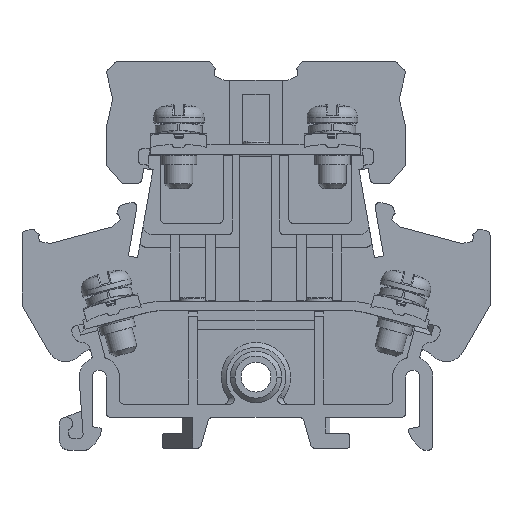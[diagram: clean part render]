
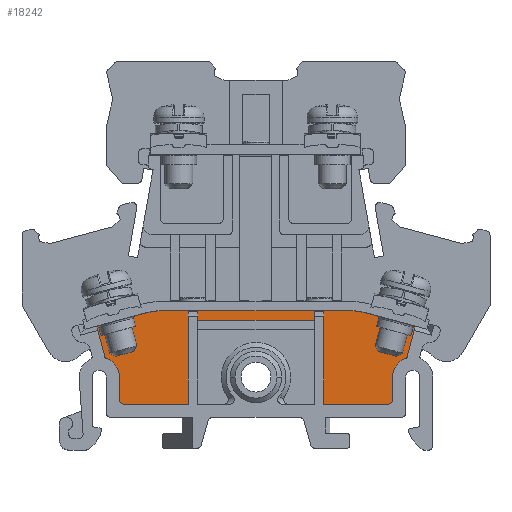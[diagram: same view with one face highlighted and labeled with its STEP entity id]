
A CAD part, top view. The second image highlights one B-rep face of the part: STEP entity #18242.
In plain terms, the highlighted planar face has unit normal (0, 0, 1).
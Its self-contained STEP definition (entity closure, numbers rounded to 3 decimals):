
#854=DIRECTION('',(0.966,-0.259,0.));
#855=VECTOR('',#854,5.419);
#856=CARTESIAN_POINT('',(36.794,14.661,-9.5));
#857=LINE('',#856,#855);
#858=DIRECTION('',(-0.259,-0.966,0.));
#859=VECTOR('',#858,3.417);
#860=CARTESIAN_POINT('',(42.028,13.259,-9.5));
#861=LINE('',#860,#859);
#862=CARTESIAN_POINT('',(40.951,10.01,-9.5));
#863=DIRECTION('',(0.,0.,-1.));
#864=DIRECTION('',(0.966,-0.259,0.));
#865=AXIS2_PLACEMENT_3D('',#862,#863,#864);
#867=CARTESIAN_POINT('',(41.75,7.8,-9.5));
#868=DIRECTION('',(0.,0.,1.));
#869=DIRECTION('',(-0.34,0.94,0.));
#870=AXIS2_PLACEMENT_3D('',#867,#868,#869);
#872=CARTESIAN_POINT('',(39.1,5.4,-9.5));
#873=DIRECTION('',(0.,0.,-1.));
#874=DIRECTION('',(1.,0.,0.));
#875=AXIS2_PLACEMENT_3D('',#872,#873,#874);
#877=CARTESIAN_POINT('',(10.9,5.4,-9.5));
#878=DIRECTION('',(0.,0.,-1.));
#879=DIRECTION('',(0.,-1.,0.));
#880=AXIS2_PLACEMENT_3D('',#877,#878,#879);
#882=CARTESIAN_POINT('',(8.25,7.8,-9.5));
#883=DIRECTION('',(0.,0.,1.));
#884=DIRECTION('',(1.,0.,0.));
#885=AXIS2_PLACEMENT_3D('',#882,#883,#884);
#887=CARTESIAN_POINT('',(9.049,10.01,-9.5));
#888=DIRECTION('',(0.,0.,-1.));
#889=DIRECTION('',(-0.34,-0.94,0.));
#890=AXIS2_PLACEMENT_3D('',#887,#888,#889);
#892=DIRECTION('',(-0.259,0.966,0.));
#893=VECTOR('',#892,3.417);
#894=CARTESIAN_POINT('',(8.856,9.958,-9.5));
#895=LINE('',#894,#893);
#896=DIRECTION('',(0.966,0.259,0.));
#897=VECTOR('',#896,5.419);
#898=CARTESIAN_POINT('',(7.972,13.259,-9.5));
#899=LINE('',#898,#897);
#900=CARTESIAN_POINT('',(15.017,7.9,-9.5));
#901=DIRECTION('',(0.,0.,1.));
#902=DIRECTION('',(0.,1.,0.));
#903=AXIS2_PLACEMENT_3D('',#900,#901,#902);
#905=DIRECTION('',(1.,0.,0.));
#906=VECTOR('',#905,19.965);
#907=CARTESIAN_POINT('',(15.017,14.9,-9.5));
#908=LINE('',#907,#906);
#909=CARTESIAN_POINT('',(34.983,7.9,-9.5));
#910=DIRECTION('',(0.,0.,1.));
#911=DIRECTION('',(0.259,0.966,0.));
#912=AXIS2_PLACEMENT_3D('',#909,#910,#911);
#13564=DIRECTION('',(0.,1.,0.));
#13565=VECTOR('',#13564,2.4);
#13566=CARTESIAN_POINT('',(39.6,5.4,-9.5));
#13567=LINE('',#13566,#13565);
#13588=DIRECTION('',(1.,0.,0.));
#13589=VECTOR('',#13588,6.85);
#13590=CARTESIAN_POINT('',(32.25,4.9,-9.5));
#13591=LINE('',#13590,#13589);
#13600=DIRECTION('',(0.,-1.,0.));
#13601=VECTOR('',#13600,9.9);
#13602=CARTESIAN_POINT('',(32.25,14.8,-9.5));
#13603=LINE('',#13602,#13601);
#13632=DIRECTION('',(0.,1.,0.));
#13633=VECTOR('',#13632,0.9);
#13634=CARTESIAN_POINT('',(31.25,13.9,-9.5));
#13635=LINE('',#13634,#13633);
#13774=DIRECTION('',(0.,-1.,0.));
#13775=VECTOR('',#13774,0.9);
#13776=CARTESIAN_POINT('',(18.75,14.8,-9.5));
#13777=LINE('',#13776,#13775);
#13798=DIRECTION('',(0.,1.,0.));
#13799=VECTOR('',#13798,9.9);
#13800=CARTESIAN_POINT('',(17.75,4.9,-9.5));
#13801=LINE('',#13800,#13799);
#13802=DIRECTION('',(1.,0.,0.));
#13803=VECTOR('',#13802,6.85);
#13804=CARTESIAN_POINT('',(10.9,4.9,-9.5));
#13805=LINE('',#13804,#13803);
#13822=DIRECTION('',(0.,-1.,0.));
#13823=VECTOR('',#13822,2.4);
#13824=CARTESIAN_POINT('',(10.4,7.8,-9.5));
#13825=LINE('',#13824,#13823);
#13846=DIRECTION('',(1.,0.,0.));
#13847=VECTOR('',#13846,1.);
#13848=CARTESIAN_POINT('',(17.75,14.8,-9.5));
#13849=LINE('',#13848,#13847);
#13850=DIRECTION('',(1.,0.,0.));
#13851=VECTOR('',#13850,12.5);
#13852=CARTESIAN_POINT('',(18.75,13.9,-9.5));
#13853=LINE('',#13852,#13851);
#13890=DIRECTION('',(1.,0.,0.));
#13891=VECTOR('',#13890,1.);
#13892=CARTESIAN_POINT('',(31.25,14.8,-9.5));
#13893=LINE('',#13892,#13891);
#14504=CARTESIAN_POINT('',(8.856,9.958,
-9.5));
#14505=VERTEX_POINT('',#14504);
#14626=CARTESIAN_POINT('',(41.144,9.958,
-9.5));
#14627=CARTESIAN_POINT('',(41.019,9.822,
-9.5));
#14628=VERTEX_POINT('',#14626);
#14629=VERTEX_POINT('',#14627);
#14630=CARTESIAN_POINT('',(39.6,7.8,-9.5));
#14631=VERTEX_POINT('',#14630);
#14632=CARTESIAN_POINT('',(39.6,5.4,-9.5));
#14633=VERTEX_POINT('',#14632);
#14634=CARTESIAN_POINT('',(39.1,4.9,-9.5));
#14635=VERTEX_POINT('',#14634);
#14636=CARTESIAN_POINT('',(32.25,4.9,-9.5));
#14637=VERTEX_POINT('',#14636);
#14638=CARTESIAN_POINT('',(32.25,14.8,-9.5));
#14639=VERTEX_POINT('',#14638);
#14640=CARTESIAN_POINT('',(31.25,14.8,-9.5));
#14641=VERTEX_POINT('',#14640);
#14642=CARTESIAN_POINT('',(31.25,13.9,-9.5));
#14643=VERTEX_POINT('',#14642);
#14644=CARTESIAN_POINT('',(18.75,13.9,-9.5));
#14645=VERTEX_POINT('',#14644);
#14646=CARTESIAN_POINT('',(18.75,14.8,-9.5));
#14647=VERTEX_POINT('',#14646);
#14648=CARTESIAN_POINT('',(17.75,14.8,-9.5));
#14649=VERTEX_POINT('',#14648);
#14650=CARTESIAN_POINT('',(17.75,4.9,-9.5));
#14651=VERTEX_POINT('',#14650);
#14652=CARTESIAN_POINT('',(10.9,4.9,-9.5));
#14653=VERTEX_POINT('',#14652);
#14654=CARTESIAN_POINT('',(10.4,5.4,-9.5));
#14655=VERTEX_POINT('',#14654);
#14656=CARTESIAN_POINT('',(10.4,7.8,-9.5));
#14657=VERTEX_POINT('',#14656);
#14658=CARTESIAN_POINT('',(8.981,9.822,
-9.5));
#14659=VERTEX_POINT('',#14658);
#17020=CARTESIAN_POINT('',(7.972,13.259,
-9.5));
#17021=VERTEX_POINT('',#17020);
#17028=CARTESIAN_POINT('',(36.794,14.661,
-9.5));
#17029=CARTESIAN_POINT('',(42.028,13.259,
-9.5));
#17030=VERTEX_POINT('',#17028);
#17031=VERTEX_POINT('',#17029);
#17032=CARTESIAN_POINT('',(34.983,14.9,-9.5));
#17033=VERTEX_POINT('',#17032);
#17034=CARTESIAN_POINT('',(15.017,14.9,-9.5));
#17035=VERTEX_POINT('',#17034);
#17036=CARTESIAN_POINT('',(13.206,14.661,
-9.5));
#17037=VERTEX_POINT('',#17036);
#18189=CARTESIAN_POINT('',(25.,15.694,-9.5));
#18190=DIRECTION('',(0.,0.,1.));
#18191=DIRECTION('',(-1.,0.,0.));
#18192=AXIS2_PLACEMENT_3D('',#18189,#18190,#18191);
#18193=PLANE('',#18192);
#18195=ORIENTED_EDGE('',*,*,#18194,.T.);
#18197=ORIENTED_EDGE('',*,*,#18196,.T.);
#18199=ORIENTED_EDGE('',*,*,#18198,.T.);
#18201=ORIENTED_EDGE('',*,*,#18200,.T.);
#18203=ORIENTED_EDGE('',*,*,#18202,.F.);
#18205=ORIENTED_EDGE('',*,*,#18204,.T.);
#18207=ORIENTED_EDGE('',*,*,#18206,.F.);
#18209=ORIENTED_EDGE('',*,*,#18208,.F.);
#18211=ORIENTED_EDGE('',*,*,#18210,.F.);
#18213=ORIENTED_EDGE('',*,*,#18212,.F.);
#18215=ORIENTED_EDGE('',*,*,#18214,.F.);
#18217=ORIENTED_EDGE('',*,*,#18216,.F.);
#18219=ORIENTED_EDGE('',*,*,#18218,.F.);
#18221=ORIENTED_EDGE('',*,*,#18220,.F.);
#18223=ORIENTED_EDGE('',*,*,#18222,.F.);
#18225=ORIENTED_EDGE('',*,*,#18224,.T.);
#18227=ORIENTED_EDGE('',*,*,#18226,.F.);
#18229=ORIENTED_EDGE('',*,*,#18228,.T.);
#18231=ORIENTED_EDGE('',*,*,#18230,.T.);
#18232=ORIENTED_EDGE('',*,*,#17914,.T.);
#18233=ORIENTED_EDGE('',*,*,#17945,.T.);
#18235=ORIENTED_EDGE('',*,*,#18234,.F.);
#18237=ORIENTED_EDGE('',*,*,#18236,.T.);
#18239=ORIENTED_EDGE('',*,*,#18238,.F.);
#18240=EDGE_LOOP('',(#18195,#18197,#18199,#18201,#18203,#18205,#18207,#18209,
#18211,#18213,#18215,#18217,#18219,#18221,#18223,#18225,#18227,#18229,#18231,
#18232,#18233,#18235,#18237,#18239));
#18241=FACE_OUTER_BOUND('',#18240,.F.);
#18242=ADVANCED_FACE('',(#18241),#18193,.T.);
#866=CIRCLE('',#865,0.2);
#871=CIRCLE('',#870,2.15);
#876=CIRCLE('',#875,0.5);
#881=CIRCLE('',#880,0.5);
#886=CIRCLE('',#885,2.15);
#891=CIRCLE('',#890,0.2);
#904=CIRCLE('',#903,7.);
#913=CIRCLE('',#912,7.);
#17914=EDGE_CURVE('',#14505,#17021,#895,.T.);
#17945=EDGE_CURVE('',#17021,#17037,#899,.T.);
#18194=EDGE_CURVE('',#17030,#17031,#857,.T.);
#18196=EDGE_CURVE('',#17031,#14628,#861,.T.);
#18198=EDGE_CURVE('',#14628,#14629,#866,.T.);
#18200=EDGE_CURVE('',#14629,#14631,#871,.T.);
#18202=EDGE_CURVE('',#14633,#14631,#13567,.T.);
#18204=EDGE_CURVE('',#14633,#14635,#876,.T.);
#18206=EDGE_CURVE('',#14637,#14635,#13591,.T.);
#18208=EDGE_CURVE('',#14639,#14637,#13603,.T.);
#18210=EDGE_CURVE('',#14641,#14639,#13893,.T.);
#18212=EDGE_CURVE('',#14643,#14641,#13635,.T.);
#18214=EDGE_CURVE('',#14645,#14643,#13853,.T.);
#18216=EDGE_CURVE('',#14647,#14645,#13777,.T.);
#18218=EDGE_CURVE('',#14649,#14647,#13849,.T.);
#18220=EDGE_CURVE('',#14651,#14649,#13801,.T.);
#18222=EDGE_CURVE('',#14653,#14651,#13805,.T.);
#18224=EDGE_CURVE('',#14653,#14655,#881,.T.);
#18226=EDGE_CURVE('',#14657,#14655,#13825,.T.);
#18228=EDGE_CURVE('',#14657,#14659,#886,.T.);
#18230=EDGE_CURVE('',#14659,#14505,#891,.T.);
#18234=EDGE_CURVE('',#17035,#17037,#904,.T.);
#18236=EDGE_CURVE('',#17035,#17033,#908,.T.);
#18238=EDGE_CURVE('',#17030,#17033,#913,.T.);
